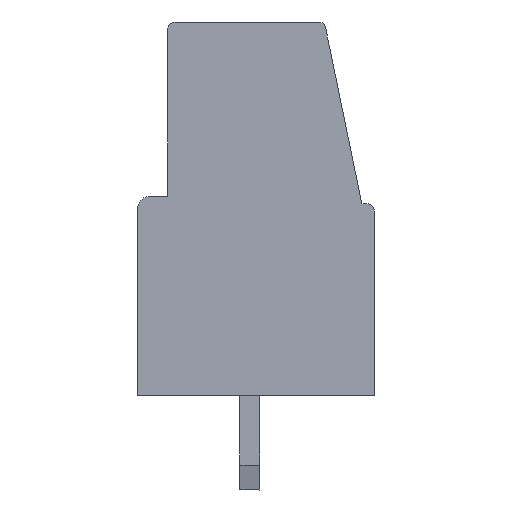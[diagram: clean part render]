
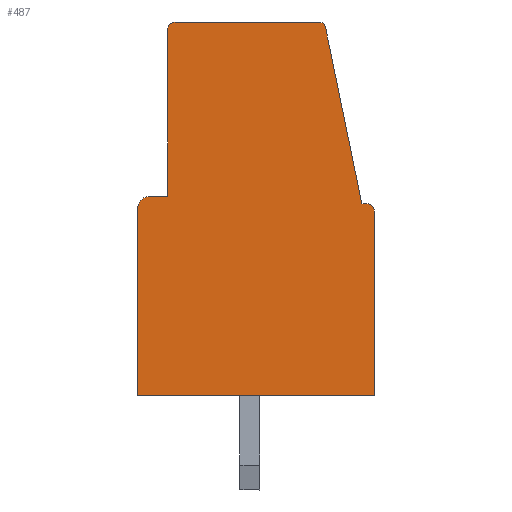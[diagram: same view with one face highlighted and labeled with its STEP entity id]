
A CAD part, front view. The second image highlights one B-rep face of the part: STEP entity #487.
In plain terms, the highlighted planar face has unit normal (0, -1, 0).
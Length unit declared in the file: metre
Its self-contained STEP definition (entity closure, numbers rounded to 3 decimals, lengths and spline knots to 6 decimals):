
#487=ADVANCED_FACE('',(#1077),#1078,.F.);
#1077=FACE_OUTER_BOUND('',#1767,.T.);
#1078=PLANE('',#1768);
#1767=EDGE_LOOP('',(#3183,#3184,#3185,#3186,#3187,#3188,#3189,#3190,#3191,#3192,#3193,#3194));
#1768=AXIS2_PLACEMENT_3D('',#3195,#3196,#3197);
#3183=ORIENTED_EDGE('',*,*,#4624,.F.);
#3184=ORIENTED_EDGE('',*,*,#4625,.F.);
#3185=ORIENTED_EDGE('',*,*,#4626,.F.);
#3186=ORIENTED_EDGE('',*,*,#4627,.T.);
#3187=ORIENTED_EDGE('',*,*,#4628,.F.);
#3188=ORIENTED_EDGE('',*,*,#4629,.F.);
#3189=ORIENTED_EDGE('',*,*,#4630,.T.);
#3190=ORIENTED_EDGE('',*,*,#4631,.F.);
#3191=ORIENTED_EDGE('',*,*,#4632,.T.);
#3192=ORIENTED_EDGE('',*,*,#4128,.F.);
#3193=ORIENTED_EDGE('',*,*,#4633,.F.);
#3194=ORIENTED_EDGE('',*,*,#4634,.T.);
#3195=CARTESIAN_POINT('',(0.281999,-0.005943,0.013746));
#3196=DIRECTION('',(0.,1.0,0.));
#3197=DIRECTION('',(1.0,0.0,0.));
#4128=EDGE_CURVE('',#4941,#4942,#4943,.T.);
#4624=EDGE_CURVE('',#5710,#5711,#5712,.T.);
#4625=EDGE_CURVE('',#5713,#5710,#5714,.T.);
#4626=EDGE_CURVE('',#5715,#5713,#5716,.T.);
#4627=EDGE_CURVE('',#5715,#5717,#5718,.F.);
#4628=EDGE_CURVE('',#5719,#5717,#5720,.T.);
#4629=EDGE_CURVE('',#5721,#5719,#5722,.T.);
#4630=EDGE_CURVE('',#5721,#5723,#5724,.F.);
#4631=EDGE_CURVE('',#5725,#5723,#5726,.T.);
#4632=EDGE_CURVE('',#5725,#4942,#5727,.F.);
#4633=EDGE_CURVE('',#5728,#4941,#5729,.T.);
#4634=EDGE_CURVE('',#5728,#5711,#5730,.T.);
#4941=VERTEX_POINT('',#6133);
#4942=VERTEX_POINT('',#6134);
#4943=LINE('',#6135,#6136);
#5710=VERTEX_POINT('',#7223);
#5711=VERTEX_POINT('',#7224);
#5712=LINE('',#7225,#7226);
#5713=VERTEX_POINT('',#7227);
#5714=LINE('',#7228,#7229);
#5715=VERTEX_POINT('',#7230);
#5716=LINE('',#7231,#7232);
#5717=VERTEX_POINT('',#7233);
#5718=CIRCLE('',#7234,0.0003);
#5719=VERTEX_POINT('',#7235);
#5720=LINE('',#7236,#7237);
#5721=VERTEX_POINT('',#7238);
#5722=LINE('',#7239,#7240);
#5723=VERTEX_POINT('',#7241);
#5724=CIRCLE('',#7242,0.0003);
#5725=VERTEX_POINT('',#7243);
#5726=LINE('',#7244,#7245);
#5727=CIRCLE('',#7246,0.0003);
#5728=VERTEX_POINT('',#7247);
#5729=LINE('',#7248,#7249);
#5730=CIRCLE('',#7250,0.0005);
#6133=CARTESIAN_POINT('',(0.111031,-0.005943,-0.010753));
#6134=CARTESIAN_POINT('',(0.111031,-0.005943,-0.004053));
#6135=CARTESIAN_POINT('',(0.111031,-0.005943,0.013746));
#6136=VECTOR('',#7776,1.0);
#7223=CARTESIAN_POINT('',(0.109831,-0.005943,-0.018753));
#7224=CARTESIAN_POINT('',(0.109831,-0.005943,-0.011253));
#7225=CARTESIAN_POINT('',(0.109831,-0.005943,-0.003753));
#7226=VECTOR('',#8268,1.0);
#7227=CARTESIAN_POINT('',(0.119331,-0.005943,-0.018753));
#7228=CARTESIAN_POINT('',(0.109831,-0.005943,-0.018753));
#7229=VECTOR('',#8269,1.0);
#7230=CARTESIAN_POINT('',(0.119331,-0.005943,-0.011353));
#7231=CARTESIAN_POINT('',(0.119331,-0.005943,-0.019053));
#7232=VECTOR('',#8270,1.0);
#7233=CARTESIAN_POINT('',(0.119031,-0.005943,-0.011053));
#7234=AXIS2_PLACEMENT_3D('',#8271,#8272,#8273);
#7235=CARTESIAN_POINT('',(0.118831,-0.005943,-0.011053));
#7236=CARTESIAN_POINT('',(0.119331,-0.005943,-0.011053));
#7237=VECTOR('',#8274,1.0);
#7238=CARTESIAN_POINT('',(0.11738,-0.005943,-0.003993));
#7239=CARTESIAN_POINT('',(0.118831,-0.005943,-0.011053));
#7240=VECTOR('',#8275,1.0);
#7241=CARTESIAN_POINT('',(0.117087,-0.005943,-0.003753));
#7242=AXIS2_PLACEMENT_3D('',#8276,#8277,#8278);
#7243=CARTESIAN_POINT('',(0.111331,-0.005943,-0.003753));
#7244=CARTESIAN_POINT('',(0.117331,-0.005943,-0.003753));
#7245=VECTOR('',#8279,1.0);
#7246=AXIS2_PLACEMENT_3D('',#8280,#8281,#8282);
#7247=CARTESIAN_POINT('',(0.110331,-0.005943,-0.010753));
#7248=CARTESIAN_POINT('',(0.281999,-0.005943,-0.010753));
#7249=VECTOR('',#8283,1.0);
#7250=AXIS2_PLACEMENT_3D('',#8284,#8285,#8286);
#7776=DIRECTION('',(0.,0.0,1.0));
#8268=DIRECTION('',(0.0,0.0,1.0));
#8269=DIRECTION('',(-1.0,0.,0.));
#8270=DIRECTION('',(0.0,0.0,-1.0));
#8271=CARTESIAN_POINT('',(0.119031,-0.005943,-0.011353));
#8272=DIRECTION('',(0.,1.0,0.));
#8273=DIRECTION('',(0.0,0.,1.0));
#8274=DIRECTION('',(1.0,0.,0.));
#8275=DIRECTION('',(0.201,0.0,-0.98));
#8276=CARTESIAN_POINT('',(0.117087,-0.005943,-0.004053));
#8277=DIRECTION('',(0.,1.0,0.));
#8278=DIRECTION('',(0.0,0.,1.0));
#8279=DIRECTION('',(1.0,0.,0.));
#8280=CARTESIAN_POINT('',(0.111331,-0.005943,-0.004053));
#8281=DIRECTION('',(0.,1.0,0.));
#8282=DIRECTION('',(0.0,0.,1.0));
#8283=DIRECTION('',(1.0,0.,0.));
#8284=CARTESIAN_POINT('',(0.110331,-0.005943,-0.011253));
#8285=DIRECTION('',(0.,-1.0,0.));
#8286=DIRECTION('',(0.,0.,-1.0));
